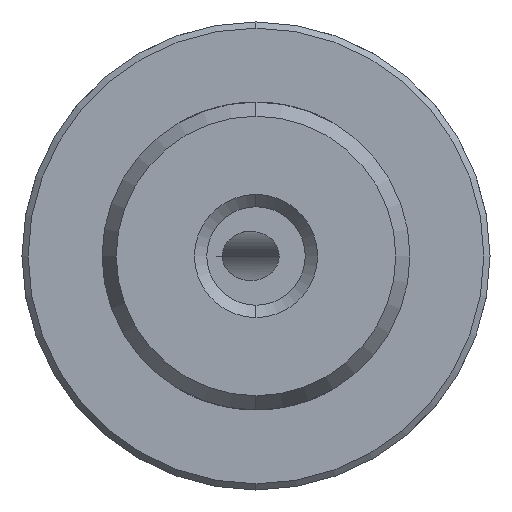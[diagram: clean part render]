
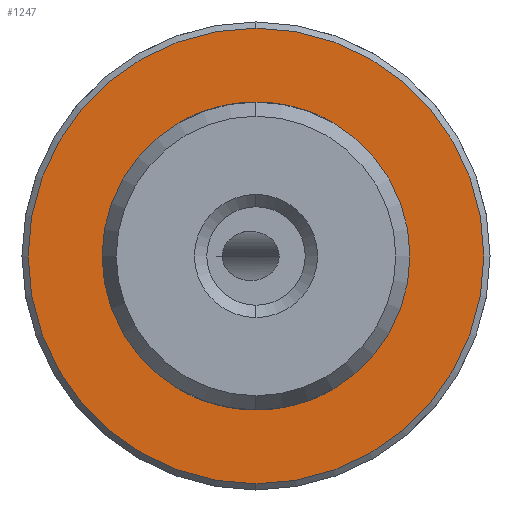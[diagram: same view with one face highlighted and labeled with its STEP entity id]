
A CAD part, left-side view. The second image highlights one B-rep face of the part: STEP entity #1247.
In plain terms, the highlighted planar face has unit normal (-1, 0, 0).
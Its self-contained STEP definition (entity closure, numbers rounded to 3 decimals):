
#29 = VERTEX_POINT ( 'NONE', #724 ) ;
#49 = DIRECTION ( 'NONE',  ( -1., 0., 0. ) ) ;
#179 = CIRCLE ( 'NONE', #183, 12.5 ) ;
#183 = AXIS2_PLACEMENT_3D ( 'NONE', #2503, #49, #1154 ) ;
#267 = FACE_OUTER_BOUND ( 'NONE', #786, .T. ) ;
#271 = VERTEX_POINT ( 'NONE', #1740 ) ;
#723 = CARTESIAN_POINT ( 'NONE',  ( -135., 0., 0. ) ) ;
#724 = CARTESIAN_POINT ( 'NONE',  ( -135., 0., -12.5 ) ) ;
#786 = EDGE_LOOP ( 'NONE', ( #2707, #2328 ) ) ;
#897 = DIRECTION ( 'NONE',  ( 0., 0., -1. ) ) ;
#968 = EDGE_CURVE ( 'NONE', #29, #3185, #179, .T. ) ;
#1076 = DIRECTION ( 'NONE',  ( -1., 0., 0. ) ) ;
#1096 = DIRECTION ( 'NONE',  ( 1., 0., 0. ) ) ;
#1154 = DIRECTION ( 'NONE',  ( 0., 0., 1. ) ) ;
#1247 = ADVANCED_FACE ( 'NONE', ( #267, #1363 ), #2448, .F. ) ;
#1304 = ORIENTED_EDGE ( 'NONE', *, *, #2661, .F. ) ;
#1363 = FACE_BOUND ( 'NONE', #2238, .T. ) ;
#1491 = AXIS2_PLACEMENT_3D ( 'NONE', #723, #1812, #2913 ) ;
#1550 = CIRCLE ( 'NONE', #1491, 12.5 ) ;
#1717 = CIRCLE ( 'NONE', #1992, 18.5 ) ;
#1740 = CARTESIAN_POINT ( 'NONE',  ( -135., 0., 18.5 ) ) ;
#1801 = CARTESIAN_POINT ( 'NONE',  ( -135., 0., -18.5 ) ) ;
#1812 = DIRECTION ( 'NONE',  ( -1., 0., 0. ) ) ;
#1992 = AXIS2_PLACEMENT_3D ( 'NONE', #2258, #3320, #897 ) ;
#2168 = DIRECTION ( 'NONE',  ( 0., 0., -1. ) ) ;
#2186 = DIRECTION ( 'NONE',  ( 0., 0., -1. ) ) ;
#2238 = EDGE_LOOP ( 'NONE', ( #1304, #2611 ) ) ;
#2258 = CARTESIAN_POINT ( 'NONE',  ( -135., 0., 0. ) ) ;
#2328 = ORIENTED_EDGE ( 'NONE', *, *, #2910, .T. ) ;
#2448 = PLANE ( 'NONE',  #2587 ) ;
#2503 = CARTESIAN_POINT ( 'NONE',  ( -135., 0., 0. ) ) ;
#2587 = AXIS2_PLACEMENT_3D ( 'NONE', #3511, #1096, #2186 ) ;
#2611 = ORIENTED_EDGE ( 'NONE', *, *, #968, .F. ) ;
#2661 = EDGE_CURVE ( 'NONE', #3185, #29, #1550, .T. ) ;
#2707 = ORIENTED_EDGE ( 'NONE', *, *, #2829, .T. ) ;
#2829 = EDGE_CURVE ( 'NONE', #3089, #271, #2966, .T. ) ;
#2910 = EDGE_CURVE ( 'NONE', #271, #3089, #1717, .T. ) ;
#2913 = DIRECTION ( 'NONE',  ( 0., 0., 1. ) ) ;
#2966 = CIRCLE ( 'NONE', #2978, 18.5 ) ;
#2978 = AXIS2_PLACEMENT_3D ( 'NONE', #3497, #1076, #2168 ) ;
#3089 = VERTEX_POINT ( 'NONE', #1801 ) ;
#3185 = VERTEX_POINT ( 'NONE', #3476 ) ;
#3320 = DIRECTION ( 'NONE',  ( -1., 0., 0. ) ) ;
#3476 = CARTESIAN_POINT ( 'NONE',  ( -135., 0., 12.5 ) ) ;
#3497 = CARTESIAN_POINT ( 'NONE',  ( -135., 0., 0. ) ) ;
#3511 = CARTESIAN_POINT ( 'NONE',  ( -135., 19., 0. ) ) ;
